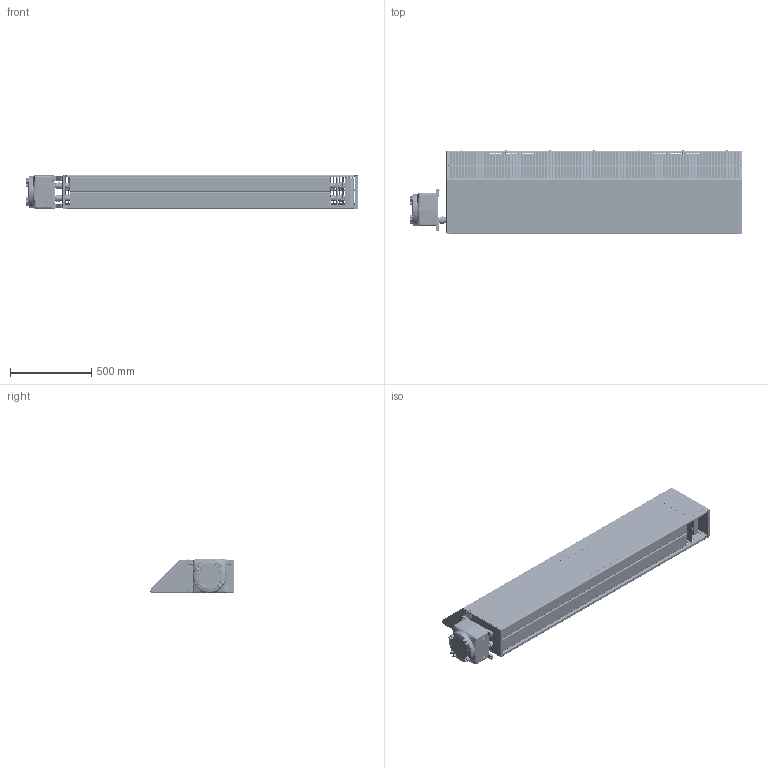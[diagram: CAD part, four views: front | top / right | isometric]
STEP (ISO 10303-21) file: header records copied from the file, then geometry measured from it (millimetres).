
FILE_DESCRIPTION (( 'STEP AP214' ), '1' );
FILE_NAME ('XEC CONTROL BOX 71.8.STEP', '2021-08-31T20:18:36', ( '' ), ( '' ), 'SwSTEP 2.0', 'SolidWorks 2020', '' );
FILE_SCHEMA (( 'AUTOMOTIVE_DESIGN' ));
Length unit declared in the file: inch
Products named in the file (1): XEC CONTROL BOX 71.8
Bounding box: 2047.81 x 519.46 x 215.29 mm (x, y, z)
Volume: 49633489.7 mm3; surface area: 7200690.9 mm2
Topology: 72 solids, 72 shells, 9755 faces, 25268 edges, 15871 vertices
Faces by surface type: cylinder 3531, plane 2426, bspline 1479, cone 1420, torus 831, sphere 68
Entity records: 568168 total; most frequent: CARTESIAN_POINT 224518, ORIENTED_EDGE 50388, DIRECTION 39840, EDGE_CURVE 25194, VERTEX_POINT 15865, AXIS2_PLACEMENT_3D 14247, VECTOR 11346, LINE 11346
